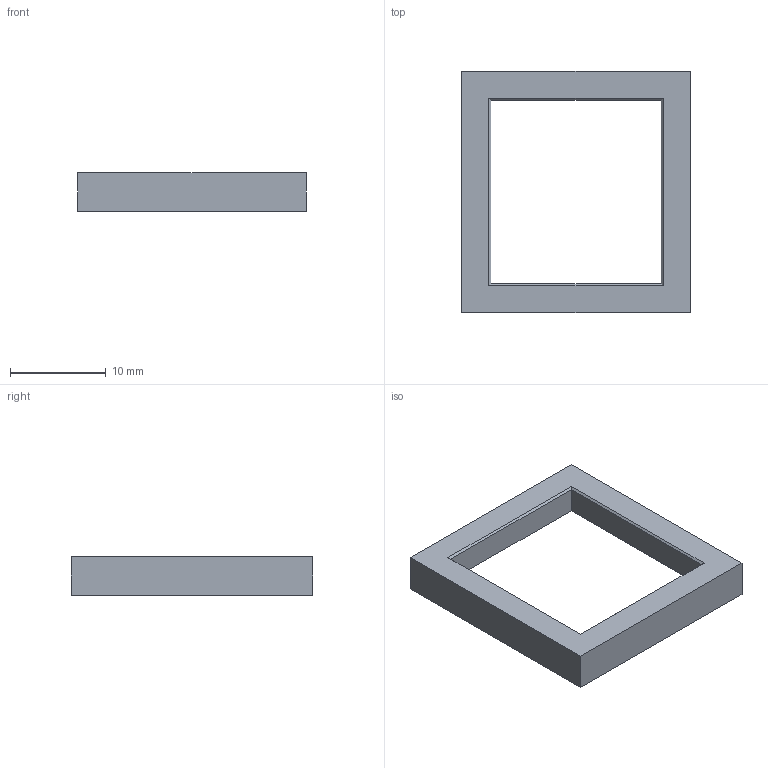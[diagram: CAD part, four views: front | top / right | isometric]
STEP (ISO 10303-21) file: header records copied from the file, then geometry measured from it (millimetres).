
FILE_DESCRIPTION(('HOOPS Exchange Step'),'2;1');
FILE_NAME('temp_export','2024-03-09T01:39:04-06:00',('Anthony'),('Shapr3D Limited'),'HOOPS Exchange 2023.2','Shapr3D','Authorized');
FILE_SCHEMA( ('AUTOMOTIVE_DESIGN { 1 0 10303 214 1 1 1 1 }') );
Length unit declared in the file: millimetre
Products named in the file (2): Mount; root
Assembly tree (1 placements, depth 2):
  root
    Mount
Bounding box: 23.8 x 25.2 x 4 mm (x, y, z)
Volume: 970.3 mm3; surface area: 1184.1 mm2
Topology: 1 solids, 1 shells, 22 faces, 52 edges, 32 vertices
Faces by surface type: plane 20, cylinder 2
Full cylindrical faces by diameter (mm): 1.6 x2
Entity records: 667 total; most frequent: CARTESIAN_POINT 108, DIRECTION 108, ORIENTED_EDGE 104, EDGE_CURVE 52, VECTOR 44, LINE 44, AXIS2_PLACEMENT_3D 32, VERTEX_POINT 32
